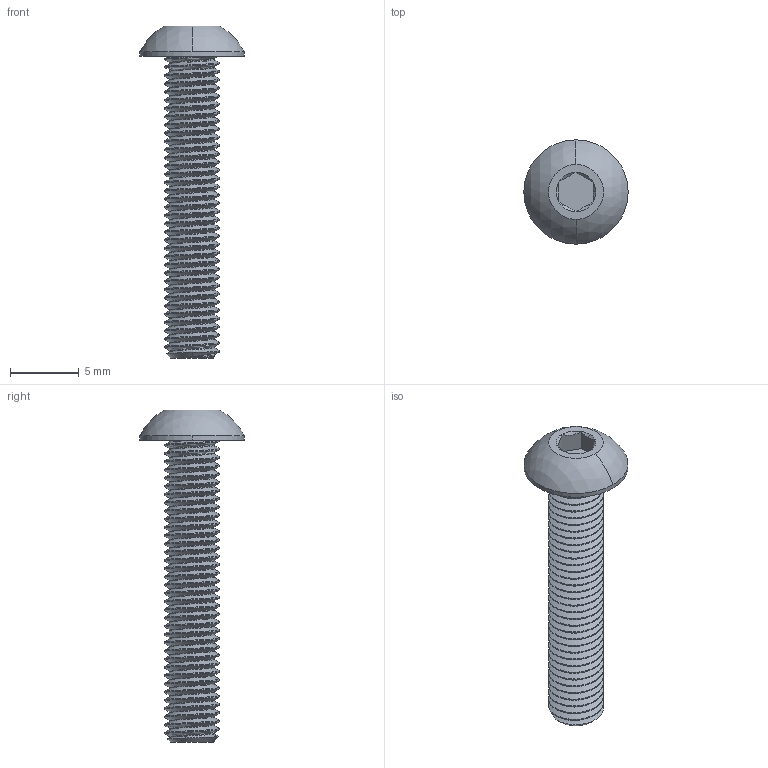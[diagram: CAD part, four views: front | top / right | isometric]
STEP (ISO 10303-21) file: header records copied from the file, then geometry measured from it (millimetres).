
FILE_DESCRIPTION (( 'STEP AP203' ), '1' );
FILE_NAME ('2802-0004-0022.STEP', '2017-04-04T18:23:36', ( '' ), ( '' ), 'SwSTEP 2.0', 'SolidWorks 2016', '' );
FILE_SCHEMA (( 'CONFIG_CONTROL_DESIGN' ));
Length unit declared in the file: millimetre
Products named in the file (1): 2802-0004-0022
Bounding box: 7.6 x 7.6 x 24.2 mm (x, y, z)
Volume: 289.6 mm3; surface area: 560.8 mm2
Topology: 1 solids, 1 shells, 100 faces, 276 edges, 180 vertices
Faces by surface type: cylinder 75, cone 10, plane 10, bspline 3, sphere 2
Entity records: 7332 total; most frequent: CARTESIAN_POINT 5177, ORIENTED_EDGE 552, DIRECTION 328, EDGE_CURVE 276, VERTEX_POINT 180, AXIS2_PLACEMENT_3D 119, EDGE_LOOP 102, ADVANCED_FACE 100
